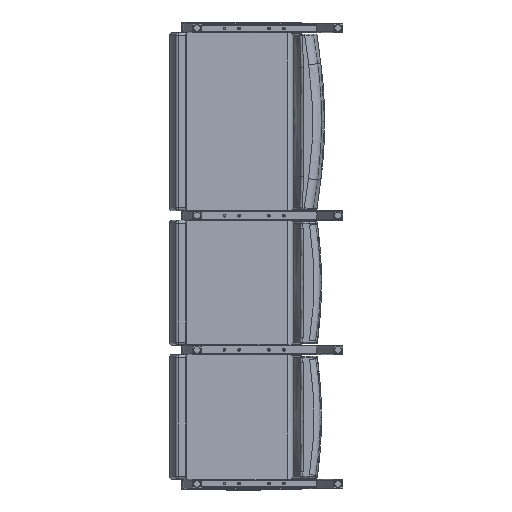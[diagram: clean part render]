
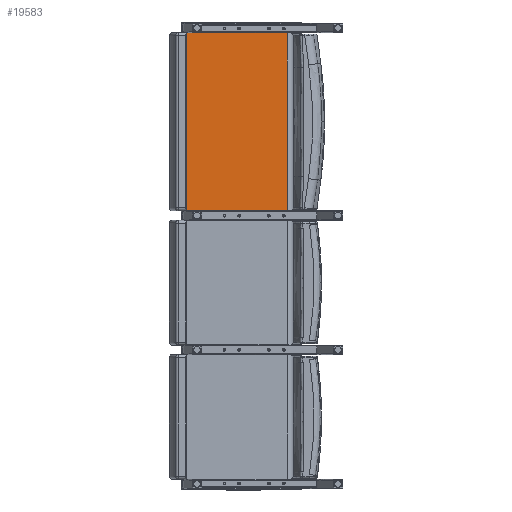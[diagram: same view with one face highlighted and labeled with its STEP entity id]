
A CAD part, front view. The second image highlights one B-rep face of the part: STEP entity #19583.
In plain terms, the highlighted planar face has unit normal (0, -1, 0).
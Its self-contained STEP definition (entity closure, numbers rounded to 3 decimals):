
#2304=PLANE('',#21402);
#3466=LINE('',#69598,#4119);
#3482=LINE('',#69732,#4135);
#3488=LINE('',#69819,#4141);
#3489=LINE('',#69821,#4142);
#4119=VECTOR('',#24855,16.874);
#4135=VECTOR('',#24931,16.874);
#4141=VECTOR('',#24993,29.932);
#4142=VECTOR('',#24996,29.932);
#5576=FACE_OUTER_BOUND('',#7069,.T.);
#7069=EDGE_LOOP('',(#15979,#15980,#15981,#15982));
#10012=VERTEX_POINT('',#69586);
#10013=VERTEX_POINT('',#69597);
#10037=VERTEX_POINT('',#69720);
#10038=VERTEX_POINT('',#69731);
#12115=EDGE_CURVE('',#10012,#10013,#3466,.T.);
#12154=EDGE_CURVE('',#10037,#10038,#3482,.T.);
#12179=EDGE_CURVE('',#10037,#10013,#3488,.T.);
#12180=EDGE_CURVE('',#10038,#10012,#3489,.T.);
#15979=ORIENTED_EDGE('',*,*,#12115,.F.);
#15980=ORIENTED_EDGE('',*,*,#12180,.F.);
#15981=ORIENTED_EDGE('',*,*,#12154,.F.);
#15982=ORIENTED_EDGE('',*,*,#12179,.T.);
#19583=ADVANCED_FACE('',(#5576),#2304,.T.);
#21402=AXIS2_PLACEMENT_3D('',#69820,#24994,#24995);
#24855=DIRECTION('',(1.,0.,0.));
#24931=DIRECTION('',(-1.,0.,0.));
#24993=DIRECTION('',(0.,0.,1.));
#24994=DIRECTION('center_axis',(0.,-1.,0.));
#24995=DIRECTION('ref_axis',(1.,0.,0.));
#24996=DIRECTION('',(0.,0.,1.));
#69586=CARTESIAN_POINT('',(-12.083,0.797,29.966));
#69597=CARTESIAN_POINT('',(4.791,0.797,29.966));
#69598=CARTESIAN_POINT('',(-9.146,0.797,29.966));
#69720=CARTESIAN_POINT('',(4.791,0.797,0.034));
#69731=CARTESIAN_POINT('',(-12.083,0.797,0.034));
#69732=CARTESIAN_POINT('',(-9.146,0.797,0.034));
#69819=CARTESIAN_POINT('',(4.791,0.797,0.));
#69820=CARTESIAN_POINT('Origin',(-12.083,0.797,0.));
#69821=CARTESIAN_POINT('',(-12.083,0.797,0.));
